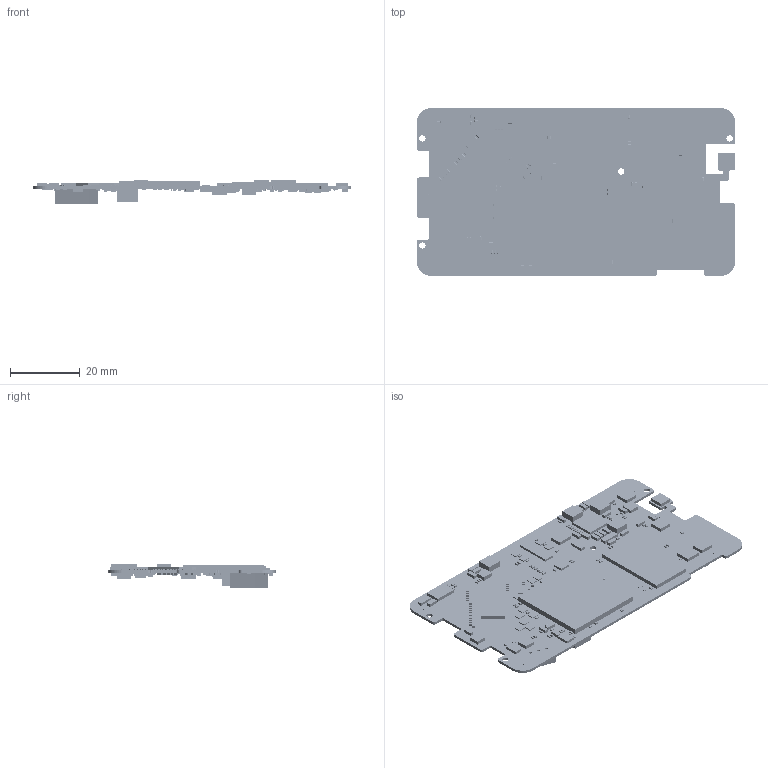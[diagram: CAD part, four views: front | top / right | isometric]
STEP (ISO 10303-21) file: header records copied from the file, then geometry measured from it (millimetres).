
FILE_DESCRIPTION(('Open CASCADE Model'),'2;1');
FILE_NAME('Open CASCADE Shape Model','2017-09-27T10:43:41',('Author'),( 'Open CASCADE'),'Open CASCADE STEP processor 6.2','Open CASCADE 6.2' ,'Unknown');
FILE_SCHEMA(('AUTOMOTIVE_DESIGN { 1 0 10303 214 1 1 1 1 }'));
Length unit declared in the file: millimetre
Products named in the file (444): PCB; Board; U22; 329430912; Extruded; R214; 318740800; C254; User_Library-0402(1005M)_Cap; J18; 329433856; C253; C252; 329433600; R213; C238; TP89; 329431296; TP88; TP87; TP86; TP85; TP50; TP49; TP48; TP45; TP44; TP43; TP35; TP34; TP33; TP32; TP31; TP30; TP29; TP28; TP27; TP26; TP23; TP22 ...
Assembly tree (769 placements, depth 4):
  PCB
    Board
    U22
      329430912
        Extruded
    R214
      318740800
        Extruded
    C254
      User_Library-0402(1005M)_Cap
    J18
      329433856
        Extruded
    C253
      User_Library-0402(1005M)_Cap
    C252
      329433600
        Extruded
    R213
      318740800
        Extruded
    C238
      User_Library-0402(1005M)_Cap
    TP89
      329431296
        Extruded
    TP88
      329431296
        Extruded
    TP87
      329431296
        Extruded
    TP86
      329431296
        Extruded
    TP85
      329431296
        Extruded
    TP50
      329431296
        Extruded
    TP49
      329431296
        Extruded
    TP48
      329431296
        Extruded
    TP45
      329431296
        Extruded
    TP44
      329431296
        Extruded
    TP43
      329431296
        Extruded
    TP35
      329431296
        Extruded
    TP34
Bounding box: 91.68 x 48.28 x 6.8 mm (x, y, z)
Volume: 6100.8 mm3; surface area: 14735.6 mm2
Topology: 754 solids, 754 shells, 24631 faces, 62201 edges, 38872 vertices
Faces by surface type: plane 10848, bspline 9894, cylinder 3889
Full cylindrical faces by diameter (mm): 0.9 x3, 1.8 x4, 2 x1, 2.286 x1
Entity records: 56648 total; most frequent: CARTESIAN_POINT 11848, DIRECTION 7460, LINE 4542, VECTOR 4542, ORIENTED_EDGE 3396, PCURVE 3388, DEFINITIONAL_REPRESENTATION 3388, EDGE_CURVE 1694
